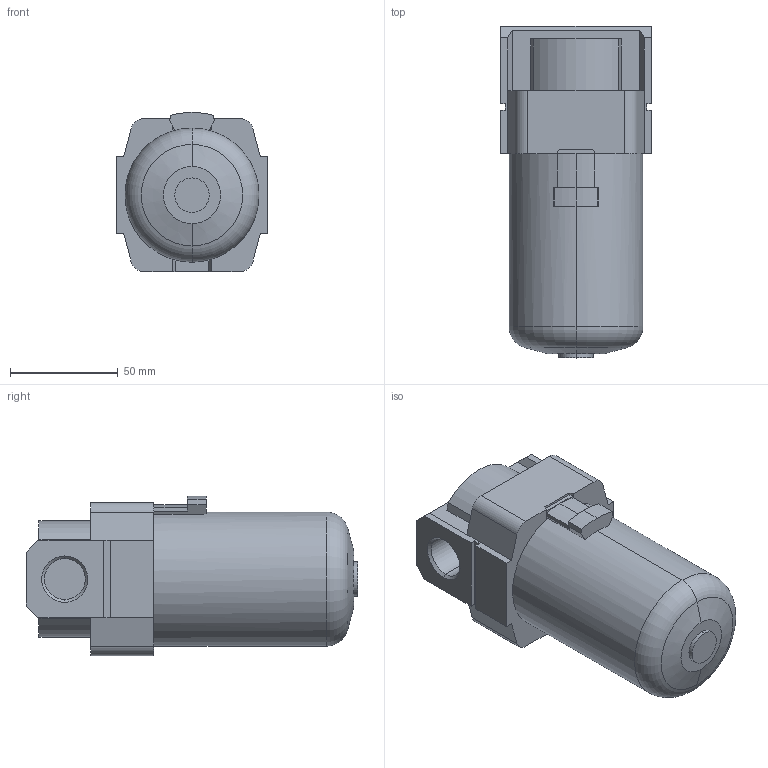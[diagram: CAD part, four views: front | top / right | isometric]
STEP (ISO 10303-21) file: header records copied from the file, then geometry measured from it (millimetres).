
FILE_DESCRIPTION (( 'STEP AP214' ), '1' );
FILE_NAME ('AF40-F04-A.step.step', '2015-02-20T12:10:21', ( 'Windows User' ), ( '' ), 'SwSTEP 2.0', 'SolidWorks 2015', '' );
FILE_SCHEMA (( 'AUTOMOTIVE_DESIGN' ));
Length unit declared in the file: millimetre
Products named in the file (3): AF40-F04-A.step_AF Bowl (New)_40; AF40-F04-A.step_AF Body_40-04F; AF40-F04-A.step
Assembly tree (2 placements, depth 2):
  AF40-F04-A.step
    AF40-F04-A.step_AF Body_40-04F
    AF40-F04-A.step_AF Bowl (New)_40
Bounding box: 70 x 154.1 x 73.9 mm (x, y, z)
Volume: 473018.1 mm3; surface area: 51426.7 mm2
Topology: 2 solids, 2 shells, 114 faces, 290 edges, 188 vertices
Faces by surface type: plane 75, cylinder 31, cone 6, torus 2
Entity records: 3530 total; most frequent: CARTESIAN_POINT 615, DIRECTION 596, ORIENTED_EDGE 580, EDGE_CURVE 290, VECTOR 210, LINE 210, AXIS2_PLACEMENT_3D 193, VERTEX_POINT 188
